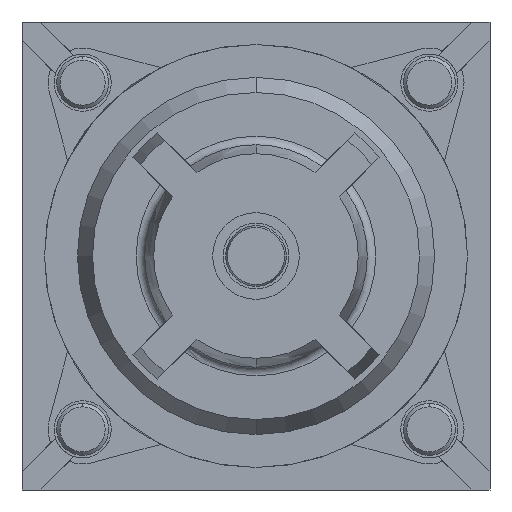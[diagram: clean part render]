
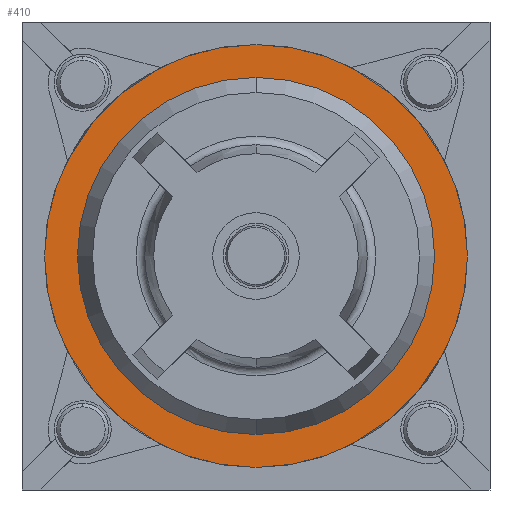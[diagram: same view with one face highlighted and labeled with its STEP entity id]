
A CAD part, front view. The second image highlights one B-rep face of the part: STEP entity #410.
In plain terms, the highlighted planar face has unit normal (0, -1, 0).
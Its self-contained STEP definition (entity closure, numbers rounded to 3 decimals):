
#410=ADVANCED_FACE('',(#1284,#1285),#1286,.T.);
#1284=FACE_OUTER_BOUND('',#2564,.T.);
#1285=FACE_BOUND('',#2565,.T.);
#1286=PLANE('',#2566);
#2564=EDGE_LOOP('',(#7946,#7947));
#2565=EDGE_LOOP('',(#7948,#7949));
#2566=AXIS2_PLACEMENT_3D('',#7950,#7951,#7952);
#7946=ORIENTED_EDGE('',*,*,#10901,.T.);
#7947=ORIENTED_EDGE('',*,*,#11058,.T.);
#7948=ORIENTED_EDGE('',*,*,#10845,.T.);
#7949=ORIENTED_EDGE('',*,*,#11079,.T.);
#7950=CARTESIAN_POINT('',(0.0,-6.0,0.0));
#7951=DIRECTION('',(0.0,-1.0,0.0));
#7952=DIRECTION('',(1.0,0.0,0.0));
#10845=EDGE_CURVE('',#12620,#12622,#12624,.T.);
#10901=EDGE_CURVE('',#12710,#12730,#12732,.T.);
#11058=EDGE_CURVE('',#12730,#12710,#12989,.T.);
#11079=EDGE_CURVE('',#12622,#12620,#13010,.T.);
#12620=VERTEX_POINT('',#15403);
#12622=VERTEX_POINT('',#15406);
#12624=CIRCLE('',#15409,10.3);
#12710=VERTEX_POINT('',#15517);
#12730=VERTEX_POINT('',#15542);
#12732=CIRCLE('',#15545,12.2);
#12989=CIRCLE('',#15896,12.2);
#13010=CIRCLE('',#15929,10.3);
#15403=CARTESIAN_POINT('',(0.0,-6.0,-10.3));
#15406=CARTESIAN_POINT('',(0.,-6.0,10.3));
#15409=AXIS2_PLACEMENT_3D('',#20047,#20048,#20049);
#15517=CARTESIAN_POINT('',(12.2,-6.,0.0));
#15542=CARTESIAN_POINT('',(-12.2,-6.0,0.));
#15545=AXIS2_PLACEMENT_3D('',#20159,#20160,#20161);
#15896=AXIS2_PLACEMENT_3D('',#20442,#20443,#20444);
#15929=AXIS2_PLACEMENT_3D('',#20481,#20482,#20483);
#20047=CARTESIAN_POINT('',(0.0,-6.0,0.0));
#20048=DIRECTION('',(0.0,1.0,0.0));
#20049=DIRECTION('',(0.0,0.0,-1.0));
#20159=CARTESIAN_POINT('',(0.0,-6.0,0.0));
#20160=DIRECTION('',(0.0,-1.0,0.0));
#20161=DIRECTION('',(1.0,0.0,0.0));
#20442=CARTESIAN_POINT('',(0.0,-6.0,0.0));
#20443=DIRECTION('',(0.0,-1.0,0.0));
#20444=DIRECTION('',(1.0,0.0,0.0));
#20481=CARTESIAN_POINT('',(0.0,-6.0,0.0));
#20482=DIRECTION('',(0.0,1.0,0.0));
#20483=DIRECTION('',(0.0,0.0,-1.0));
